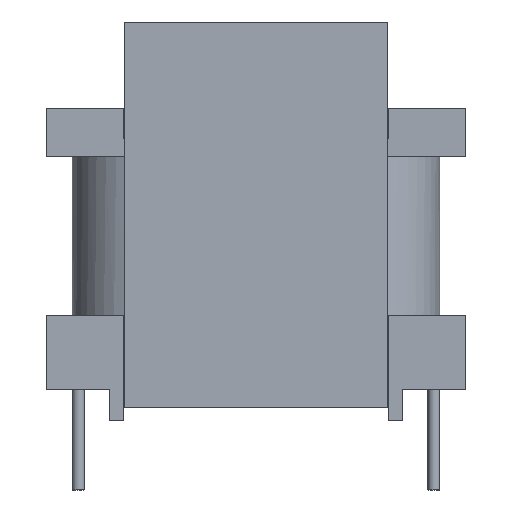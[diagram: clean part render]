
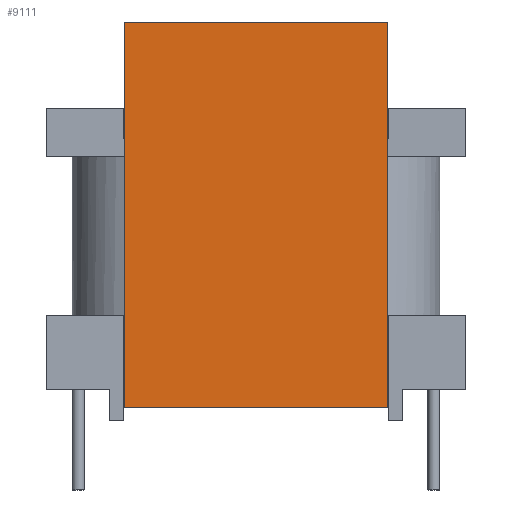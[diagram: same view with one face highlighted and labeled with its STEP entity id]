
A CAD part, front view. The second image highlights one B-rep face of the part: STEP entity #9111.
In plain terms, the highlighted free-form (B-spline) face has degree [1, 1] with [2, 2] control points.
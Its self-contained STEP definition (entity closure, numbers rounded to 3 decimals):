
#7322 = VERTEX_POINT('',#7323);
#7323 = CARTESIAN_POINT('',(-9.553,-16.407,
    9.771));
#7328 = EDGE_CURVE('',#7329,#7322,#7331,.T.);
#7329 = VERTEX_POINT('',#7330);
#7330 = CARTESIAN_POINT('',(9.553,-16.407,
    9.771));
#7331 = B_SPLINE_CURVE_WITH_KNOTS('',1,(#7332,#7333),.UNSPECIFIED.,.F.,
  .F.,(2,2),(-0.,13.1),.PIECEWISE_BEZIER_KNOTS.);
#7332 = CARTESIAN_POINT('',(9.553,-16.407,
    9.771));
#7333 = CARTESIAN_POINT('',(-9.553,-16.407,
    9.771));
#8968 = VERTEX_POINT('',#8969);
#8969 = CARTESIAN_POINT('',(9.553,-16.407,
    -18.23));
#8982 = EDGE_CURVE('',#7329,#8968,#8983,.T.);
#8983 = B_SPLINE_CURVE_WITH_KNOTS('',1,(#8984,#8985),.UNSPECIFIED.,.F.,
  .F.,(2,2),(-6.7,12.5),.PIECEWISE_BEZIER_KNOTS.);
#8984 = CARTESIAN_POINT('',(9.553,-16.407,
    9.771));
#8985 = CARTESIAN_POINT('',(9.553,-16.407,
    -18.23));
#9026 = VERTEX_POINT('',#9027);
#9027 = CARTESIAN_POINT('',(-9.553,-16.407,
    -18.23));
#9034 = EDGE_CURVE('',#7322,#9026,#9035,.T.);
#9035 = B_SPLINE_CURVE_WITH_KNOTS('',1,(#9036,#9037),.UNSPECIFIED.,.F.,
  .F.,(2,2),(-6.7,12.5),.PIECEWISE_BEZIER_KNOTS.);
#9036 = CARTESIAN_POINT('',(-9.553,-16.407,
    9.771));
#9037 = CARTESIAN_POINT('',(-9.553,-16.407,
    -18.23));
#9090 = EDGE_CURVE('',#8968,#9026,#9091,.T.);
#9091 = B_SPLINE_CURVE_WITH_KNOTS('',1,(#9092,#9093),.UNSPECIFIED.,.F.,
  .F.,(2,2),(-0.,13.1),.PIECEWISE_BEZIER_KNOTS.);
#9092 = CARTESIAN_POINT('',(9.553,-16.407,
    -18.23));
#9093 = CARTESIAN_POINT('',(-9.553,-16.407,
    -18.23));
#9111 = ADVANCED_FACE('',(#9112),#9118,.F.);
#9112 = FACE_BOUND('',#9113,.T.);
#9113 = EDGE_LOOP('',(#9114,#9115,#9116,#9117));
#9114 = ORIENTED_EDGE('',*,*,#9034,.T.);
#9115 = ORIENTED_EDGE('',*,*,#9090,.F.);
#9116 = ORIENTED_EDGE('',*,*,#8982,.F.);
#9117 = ORIENTED_EDGE('',*,*,#7328,.T.);
#9118 = B_SPLINE_SURFACE_WITH_KNOTS('',1,1,(
    (#9119,#9120)
    ,(#9121,#9122
    )),.UNSPECIFIED.,.F.,.F.,.F.,(2,2),(2,2),(-12.5,6.7),(-13.1,0.),
  .PIECEWISE_BEZIER_KNOTS.);
#9119 = CARTESIAN_POINT('',(-9.553,-16.407,
    -18.23));
#9120 = CARTESIAN_POINT('',(9.553,-16.407,
    -18.23));
#9121 = CARTESIAN_POINT('',(-9.553,-16.407,
    9.771));
#9122 = CARTESIAN_POINT('',(9.553,-16.407,
    9.771));
